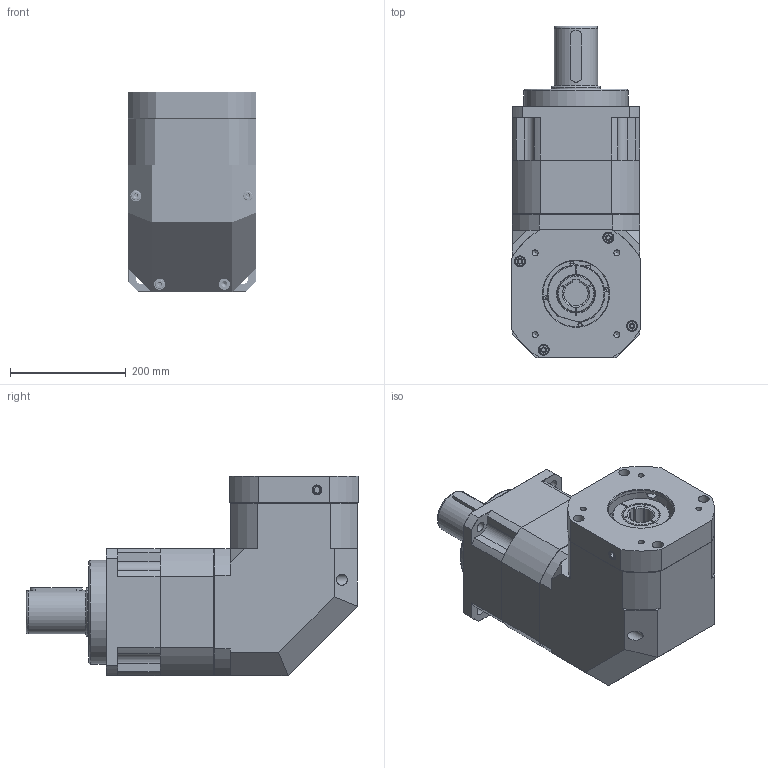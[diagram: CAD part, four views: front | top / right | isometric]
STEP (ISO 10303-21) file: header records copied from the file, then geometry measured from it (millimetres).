
FILE_DESCRIPTION((''),'2;1');
FILE_NAME('KSBL-220A-2.stp','2017-05-17T11:51:05',('Young'),(''),'Autodesk Inventor 2012','Autodesk Inventor 2012','');
FILE_SCHEMA(('AUTOMOTIVE_DESIGN { 1 0 10303 214 1 1 1 1 }'));
Length unit declared in the file: millimetre
Products named in the file (3): 조립품8; KSBL-220A-2; BS 4168 : 부품 1 6각 소켓 머리 캡 나사 - 미터 M10 x 40
Assembly tree (2 placements, depth 2):
  조립품8
    KSBL-220A-2
    BS 4168 : 부품 1 6각 소켓 머리 캡 나사 - 미터 M10 x 40
Bounding box: 222 x 574.6 x 345 mm (x, y, z)
Volume: 15746780.4 mm3; surface area: 1272084.1 mm2
Topology: 22 solids, 22 shells, 825 faces, 2439 edges, 1706 vertices
Faces by surface type: plane 362, cylinder 321, cone 97, bspline 27, torus 18
Full cylindrical faces by diameter (mm): 7 x4, 8.5 x1, 10 x154, 10.2 x12, 11 x1, 12 x25, 13 x12, 14 x1, 14.275 x2, 14.5 x2, 16 x5, 17 x4, 18 x5, 19 x8, 58 x1, 65.2 x1, 67.8 x1, 68 x1, 75 x1, 78.074 x1, 84.8 x1, 85 x1, 88 x1, 90 x3, 104.992 x1, 114.3 x1, 115 x2, 142 x3, 155 x1, 179.34 x1
Entity records: 62142 total; most frequent: CARTESIAN_POINT 44816, ORIENTED_EDGE 4114, DIRECTION 2924, EDGE_CURVE 2057, VERTEX_POINT 1669, AXIS2_PLACEMENT_3D 1116, EDGE_LOOP 934, VECTOR 692
